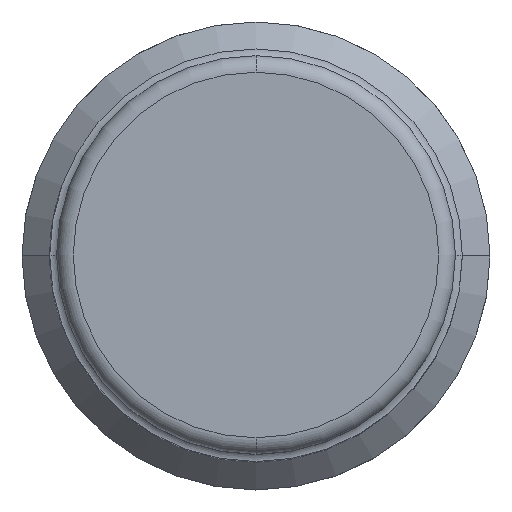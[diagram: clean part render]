
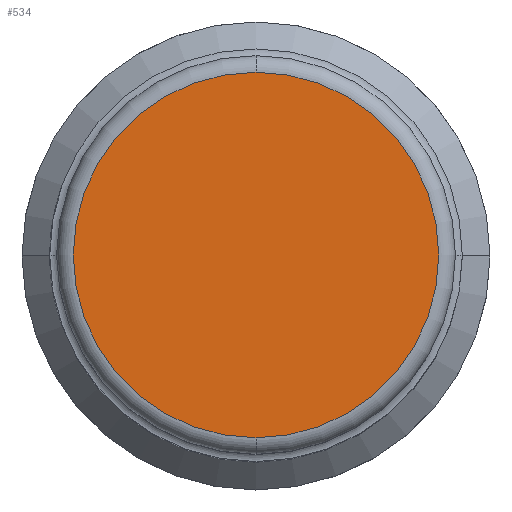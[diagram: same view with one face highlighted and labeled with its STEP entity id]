
A CAD part, top view. The second image highlights one B-rep face of the part: STEP entity #534.
In plain terms, the highlighted planar face has unit normal (0, 0, 1).
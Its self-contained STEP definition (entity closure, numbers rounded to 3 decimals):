
#275=CARTESIAN_POINT('',(0.,0.,5.));
#276=DIRECTION('',(0.,0.,-1.));
#277=DIRECTION('',(0.,1.,0.));
#278=AXIS2_PLACEMENT_3D('',#275,#276,#277);
#283=CARTESIAN_POINT('',(0.,0.,5.));
#284=DIRECTION('',(0.,0.,-1.));
#285=DIRECTION('',(0.,-1.,0.));
#286=AXIS2_PLACEMENT_3D('',#283,#284,#285);
#311=CARTESIAN_POINT('',(0.,-6.6,5.));
#312=VERTEX_POINT('',#311);
#313=CARTESIAN_POINT('',(0.,6.6,5.));
#314=VERTEX_POINT('',#313);
#525=CARTESIAN_POINT('',(0.,0.,5.));
#526=DIRECTION('',(0.,0.,-1.));
#527=DIRECTION('',(0.,-1.,0.));
#528=AXIS2_PLACEMENT_3D('',#525,#526,#527);
#529=PLANE('',#528);
#530=ORIENTED_EDGE('',*,*,#490,.T.);
#531=ORIENTED_EDGE('',*,*,#513,.T.);
#532=EDGE_LOOP('',(#530,#531));
#533=FACE_OUTER_BOUND('',#532,.F.);
#279=CIRCLE('',#278,6.6);
#287=CIRCLE('',#286,6.6);
#490=EDGE_CURVE('',#314,#312,#279,.T.);
#513=EDGE_CURVE('',#312,#314,#287,.T.);
#534=ADVANCED_FACE('',(#533),#529,.F.);
